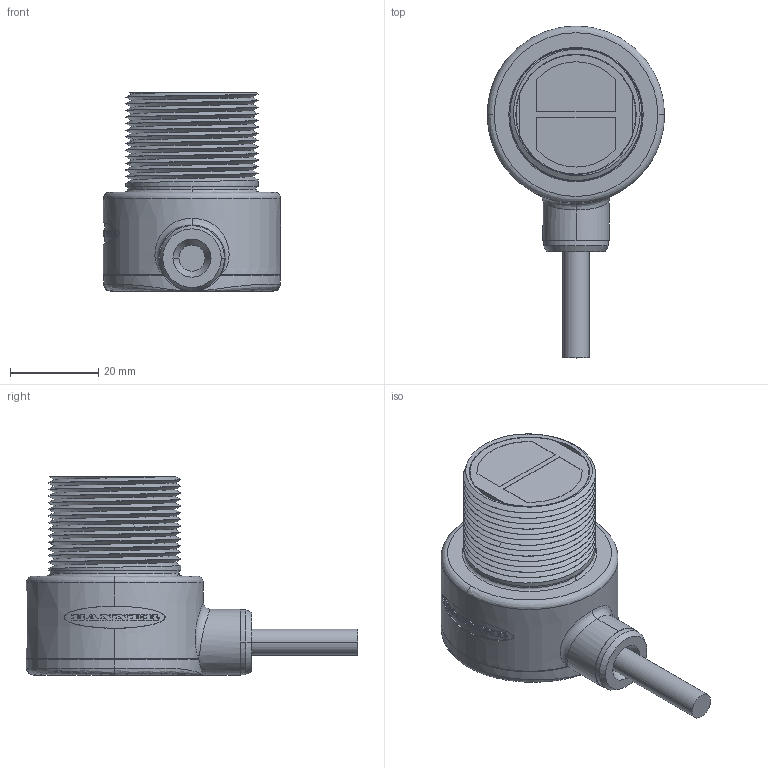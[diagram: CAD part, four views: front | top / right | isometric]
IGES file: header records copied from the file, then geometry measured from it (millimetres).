
Start section:  PTC IGES file: 155328.igs
Global section: file name: 155328.igs; native system: Pro/ENGINEER by Parametric Technology Corporation; preprocessor: 2009141; author: banengservice; organization: Unknown; date: 20101222.130045; units: inch
Bounding box: 40.18 x 75.26 x 45 mm (x, y, z)
Volume: 12995.5 mm3; surface area: 21287.9 mm2
Topology: 3 solids, 4 shells, 577 faces, 1556 edges, 1014 vertices
Faces by surface type: revolution 320, bspline 255, extrusion 2
